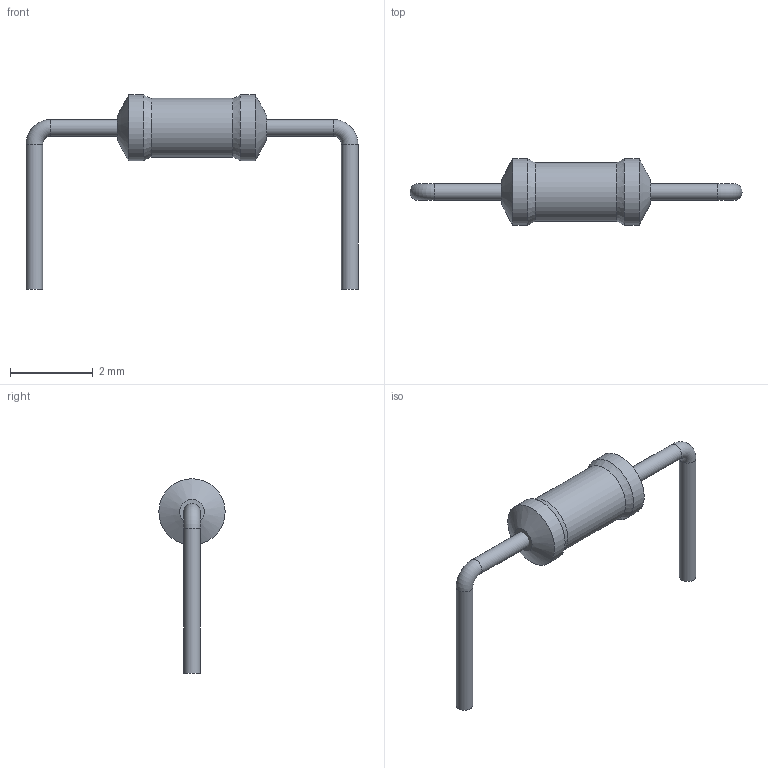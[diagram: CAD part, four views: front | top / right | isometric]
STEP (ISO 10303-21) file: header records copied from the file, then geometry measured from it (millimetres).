
FILE_DESCRIPTION(('FreeCAD Model'),'2;1');
FILE_NAME('R_Axial_DIN0207_L6.3mm_D2.5mm_P7.62mm_Horizontal.step', '2018-09-28T22:50:54',('kicad StepUp'),('ksu MCAD'), 'Open CASCADE STEP processor 7.2','FreeCAD','Unknown');
FILE_SCHEMA(('AUTOMOTIVE_DESIGN { 1 0 10303 214 1 1 1 1 }'));
Length unit declared in the file: millimetre
Products named in the file (2): Sweep; Revolution
Bounding box: 8.02 x 1.6 x 4.7 mm (x, y, z)
Volume: 7.7 mm3; surface area: 38 mm2
Topology: 2 solids, 2 shells, 16 faces, 26 edges, 14 vertices
Faces by surface type: cylinder 6, plane 4, revolution 4, torus 2
Full cylindrical faces by diameter (mm): 0.4 x3, 1.42 x1, 1.6 x2
Entity records: 426 total; most frequent: DIRECTION 84, CARTESIAN_POINT 61, ORIENTED_EDGE 52, AXIS2_PLACEMENT_3D 37, EDGE_CURVE 26, CIRCLE 24, ADVANCED_FACE 16, FACE_BOUND 16
